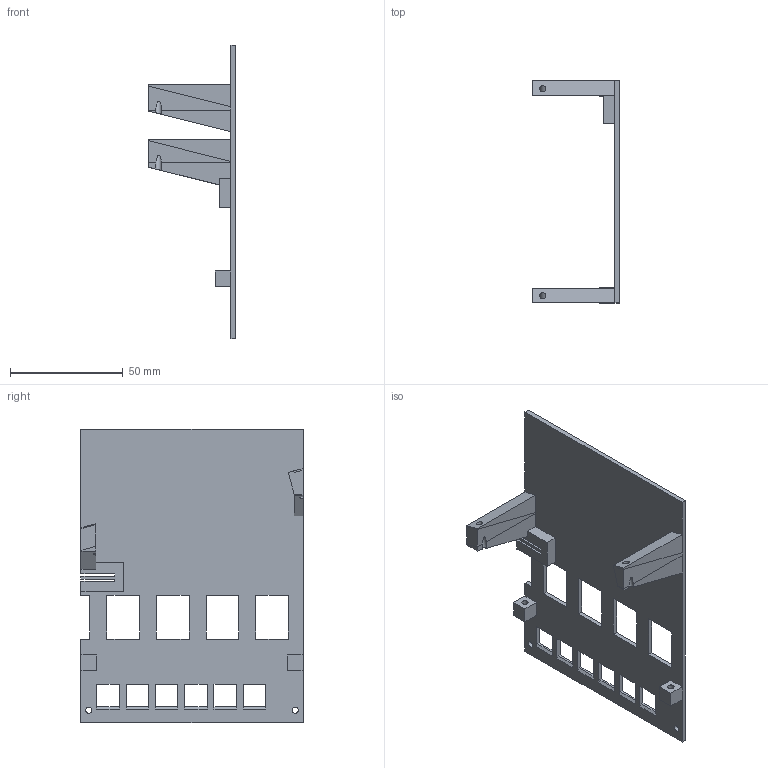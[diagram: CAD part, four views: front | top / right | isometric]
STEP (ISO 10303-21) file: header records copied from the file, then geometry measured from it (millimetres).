
FILE_DESCRIPTION(('Open CASCADE Model'),'2;1');
FILE_NAME('Open CASCADE Shape Model','2023-08-02T22:13:47',('Author'),( 'Open CASCADE'),'Open CASCADE STEP processor 7.7','Open CASCADE 7.7' ,'Unknown');
FILE_SCHEMA(('AUTOMOTIVE_DESIGN { 1 0 10303 214 1 1 1 1 }'));
Length unit declared in the file: millimetre
Products named in the file (1): Open CASCADE STEP translator 7.7 1
Bounding box: 38.5 x 98.5 x 130 mm (x, y, z)
Volume: 29764.5 mm3; surface area: 28251.9 mm2
Topology: 1 solids, 1 shells, 132 faces, 381 edges, 251 vertices
Faces by surface type: plane 126, cylinder 6
Full cylindrical faces by diameter (mm): 2.77 x6
Entity records: 4319 total; most frequent: CARTESIAN_POINT 765, ORIENTED_EDGE 762, DIRECTION 667, EDGE_CURVE 381, LINE 361, VECTOR 361, VERTEX_POINT 251, FACE_BOUND 160
